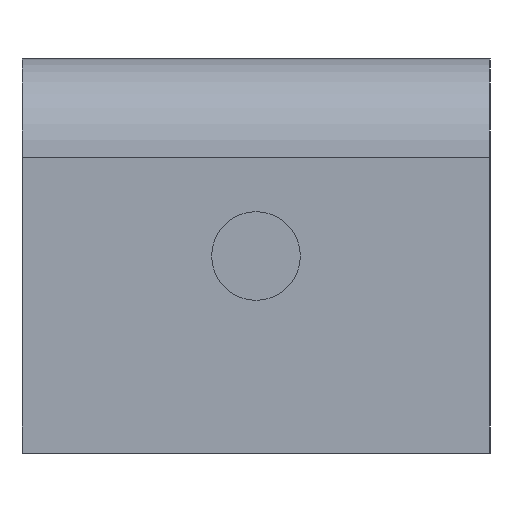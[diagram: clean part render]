
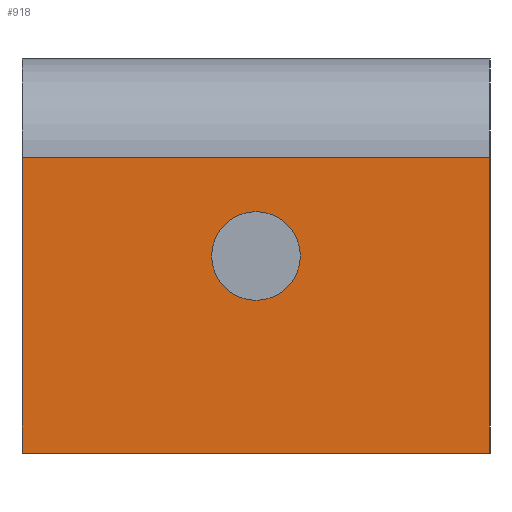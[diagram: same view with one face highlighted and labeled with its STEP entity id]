
A CAD part, left-side view. The second image highlights one B-rep face of the part: STEP entity #918.
In plain terms, the highlighted planar face has unit normal (-1, 0, 0).
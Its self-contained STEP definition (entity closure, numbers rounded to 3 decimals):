
#44 = PLANE('',#45);
#45 = AXIS2_PLACEMENT_3D('',#46,#47,#48);
#46 = CARTESIAN_POINT('',(24.,9.5,4.));
#47 = DIRECTION('',(0.,-1.,0.));
#48 = DIRECTION('',(0.,0.,-1.));
#124 = PLANE('',#125);
#125 = AXIS2_PLACEMENT_3D('',#126,#127,#128);
#126 = CARTESIAN_POINT('',(24.,9.5,-8.));
#127 = DIRECTION('',(0.,0.,-1.));
#128 = DIRECTION('',(-1.,0.,0.));
#193 = VERTEX_POINT('',#194);
#194 = CARTESIAN_POINT('',(-24.,9.5,4.));
#209 = CYLINDRICAL_SURFACE('',#210,4.);
#210 = AXIS2_PLACEMENT_3D('',#211,#212,#213);
#211 = CARTESIAN_POINT('',(-20.,9.5,4.));
#212 = DIRECTION('',(0.,1.,0.));
#213 = DIRECTION('',(1.,0.,0.));
#221 = EDGE_CURVE('',#222,#193,#224,.T.);
#222 = VERTEX_POINT('',#223);
#223 = CARTESIAN_POINT('',(-24.,9.5,-8.));
#224 = SURFACE_CURVE('',#225,(#229,#236),.PCURVE_S1.);
#225 = LINE('',#226,#227);
#226 = CARTESIAN_POINT('',(-24.,9.5,-8.));
#227 = VECTOR('',#228,1.);
#228 = DIRECTION('',(0.,0.,1.));
#229 = PCURVE('',#44,#230);
#230 = DEFINITIONAL_REPRESENTATION('',(#231),#235);
#231 = LINE('',#232,#233);
#232 = CARTESIAN_POINT('',(12.,-48.));
#233 = VECTOR('',#234,1.);
#234 = DIRECTION('',(-1.,0.));
#235 = ( GEOMETRIC_REPRESENTATION_CONTEXT(2) 
PARAMETRIC_REPRESENTATION_CONTEXT() REPRESENTATION_CONTEXT('2D SPACE',''
  ) );
#236 = PCURVE('',#237,#242);
#237 = PLANE('',#238);
#238 = AXIS2_PLACEMENT_3D('',#239,#240,#241);
#239 = CARTESIAN_POINT('',(-24.,9.5,-8.));
#240 = DIRECTION('',(-1.,0.,0.));
#241 = DIRECTION('',(0.,0.,1.));
#242 = DEFINITIONAL_REPRESENTATION('',(#243),#247);
#243 = LINE('',#244,#245);
#244 = CARTESIAN_POINT('',(0.,0.));
#245 = VECTOR('',#246,1.);
#246 = DIRECTION('',(1.,0.));
#247 = ( GEOMETRIC_REPRESENTATION_CONTEXT(2) 
PARAMETRIC_REPRESENTATION_CONTEXT() REPRESENTATION_CONTEXT('2D SPACE',''
  ) );
#618 = VERTEX_POINT('',#619);
#619 = CARTESIAN_POINT('',(-24.,-9.5,-8.));
#633 = PLANE('',#634);
#634 = AXIS2_PLACEMENT_3D('',#635,#636,#637);
#635 = CARTESIAN_POINT('',(24.,-9.5,4.));
#636 = DIRECTION('',(0.,-1.,0.));
#637 = DIRECTION('',(0.,0.,-1.));
#645 = EDGE_CURVE('',#222,#618,#646,.T.);
#646 = SURFACE_CURVE('',#647,(#651,#658),.PCURVE_S1.);
#647 = LINE('',#648,#649);
#648 = CARTESIAN_POINT('',(-24.,9.5,-8.));
#649 = VECTOR('',#650,1.);
#650 = DIRECTION('',(0.,-1.,0.));
#651 = PCURVE('',#124,#652);
#652 = DEFINITIONAL_REPRESENTATION('',(#653),#657);
#653 = LINE('',#654,#655);
#654 = CARTESIAN_POINT('',(48.,0.));
#655 = VECTOR('',#656,1.);
#656 = DIRECTION('',(0.,-1.));
#657 = ( GEOMETRIC_REPRESENTATION_CONTEXT(2) 
PARAMETRIC_REPRESENTATION_CONTEXT() REPRESENTATION_CONTEXT('2D SPACE',''
  ) );
#658 = PCURVE('',#237,#659);
#659 = DEFINITIONAL_REPRESENTATION('',(#660),#664);
#660 = LINE('',#661,#662);
#661 = CARTESIAN_POINT('',(0.,0.));
#662 = VECTOR('',#663,1.);
#663 = DIRECTION('',(0.,-1.));
#664 = ( GEOMETRIC_REPRESENTATION_CONTEXT(2) 
PARAMETRIC_REPRESENTATION_CONTEXT() REPRESENTATION_CONTEXT('2D SPACE',''
  ) );
#918 = ADVANCED_FACE('',(#919,#967),#237,.T.);
#919 = FACE_BOUND('',#920,.T.);
#920 = EDGE_LOOP('',(#921,#922,#945,#966));
#921 = ORIENTED_EDGE('',*,*,#645,.T.);
#922 = ORIENTED_EDGE('',*,*,#923,.T.);
#923 = EDGE_CURVE('',#618,#924,#926,.T.);
#924 = VERTEX_POINT('',#925);
#925 = CARTESIAN_POINT('',(-24.,-9.5,4.));
#926 = SURFACE_CURVE('',#927,(#931,#938),.PCURVE_S1.);
#927 = LINE('',#928,#929);
#928 = CARTESIAN_POINT('',(-24.,-9.5,-8.));
#929 = VECTOR('',#930,1.);
#930 = DIRECTION('',(0.,0.,1.));
#931 = PCURVE('',#237,#932);
#932 = DEFINITIONAL_REPRESENTATION('',(#933),#937);
#933 = LINE('',#934,#935);
#934 = CARTESIAN_POINT('',(0.,-19.));
#935 = VECTOR('',#936,1.);
#936 = DIRECTION('',(1.,0.));
#937 = ( GEOMETRIC_REPRESENTATION_CONTEXT(2) 
PARAMETRIC_REPRESENTATION_CONTEXT() REPRESENTATION_CONTEXT('2D SPACE',''
  ) );
#938 = PCURVE('',#633,#939);
#939 = DEFINITIONAL_REPRESENTATION('',(#940),#944);
#940 = LINE('',#941,#942);
#941 = CARTESIAN_POINT('',(12.,-48.));
#942 = VECTOR('',#943,1.);
#943 = DIRECTION('',(-1.,0.));
#944 = ( GEOMETRIC_REPRESENTATION_CONTEXT(2) 
PARAMETRIC_REPRESENTATION_CONTEXT() REPRESENTATION_CONTEXT('2D SPACE',''
  ) );
#945 = ORIENTED_EDGE('',*,*,#946,.F.);
#946 = EDGE_CURVE('',#193,#924,#947,.T.);
#947 = SURFACE_CURVE('',#948,(#952,#959),.PCURVE_S1.);
#948 = LINE('',#949,#950);
#949 = CARTESIAN_POINT('',(-24.,9.5,4.));
#950 = VECTOR('',#951,1.);
#951 = DIRECTION('',(0.,-1.,0.));
#952 = PCURVE('',#237,#953);
#953 = DEFINITIONAL_REPRESENTATION('',(#954),#958);
#954 = LINE('',#955,#956);
#955 = CARTESIAN_POINT('',(12.,0.));
#956 = VECTOR('',#957,1.);
#957 = DIRECTION('',(0.,-1.));
#958 = ( GEOMETRIC_REPRESENTATION_CONTEXT(2) 
PARAMETRIC_REPRESENTATION_CONTEXT() REPRESENTATION_CONTEXT('2D SPACE',''
  ) );
#959 = PCURVE('',#209,#960);
#960 = DEFINITIONAL_REPRESENTATION('',(#961),#965);
#961 = LINE('',#962,#963);
#962 = CARTESIAN_POINT('',(-3.142,0.));
#963 = VECTOR('',#964,1.);
#964 = DIRECTION('',(-0.,-1.));
#965 = ( GEOMETRIC_REPRESENTATION_CONTEXT(2) 
PARAMETRIC_REPRESENTATION_CONTEXT() REPRESENTATION_CONTEXT('2D SPACE',''
  ) );
#966 = ORIENTED_EDGE('',*,*,#221,.F.);
#967 = FACE_BOUND('',#968,.T.);
#968 = EDGE_LOOP('',(#969));
#969 = ORIENTED_EDGE('',*,*,#970,.F.);
#970 = EDGE_CURVE('',#971,#971,#973,.T.);
#971 = VERTEX_POINT('',#972);
#972 = CARTESIAN_POINT('',(-24.,-1.8,0.));
#973 = SURFACE_CURVE('',#974,(#979,#986),.PCURVE_S1.);
#974 = CIRCLE('',#975,1.8);
#975 = AXIS2_PLACEMENT_3D('',#976,#977,#978);
#976 = CARTESIAN_POINT('',(-24.,0.,0.));
#977 = DIRECTION('',(-1.,0.,0.));
#978 = DIRECTION('',(0.,-1.,0.));
#979 = PCURVE('',#237,#980);
#980 = DEFINITIONAL_REPRESENTATION('',(#981),#985);
#981 = CIRCLE('',#982,1.8);
#982 = AXIS2_PLACEMENT_2D('',#983,#984);
#983 = CARTESIAN_POINT('',(8.,-9.5));
#984 = DIRECTION('',(0.,-1.));
#985 = ( GEOMETRIC_REPRESENTATION_CONTEXT(2) 
PARAMETRIC_REPRESENTATION_CONTEXT() REPRESENTATION_CONTEXT('2D SPACE',''
  ) );
#986 = PCURVE('',#987,#992);
#987 = CYLINDRICAL_SURFACE('',#988,1.8);
#988 = AXIS2_PLACEMENT_3D('',#989,#990,#991);
#989 = CARTESIAN_POINT('',(-24.,0.,0.));
#990 = DIRECTION('',(-1.,0.,0.));
#991 = DIRECTION('',(0.,-1.,0.));
#992 = DEFINITIONAL_REPRESENTATION('',(#993),#997);
#993 = LINE('',#994,#995);
#994 = CARTESIAN_POINT('',(0.,0.));
#995 = VECTOR('',#996,1.);
#996 = DIRECTION('',(1.,0.));
#997 = ( GEOMETRIC_REPRESENTATION_CONTEXT(2) 
PARAMETRIC_REPRESENTATION_CONTEXT() REPRESENTATION_CONTEXT('2D SPACE',''
  ) );
